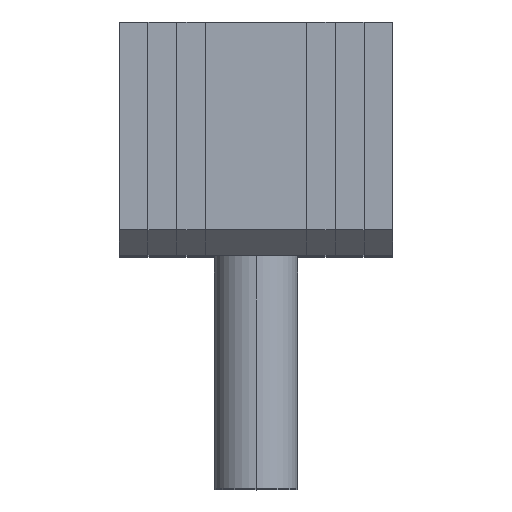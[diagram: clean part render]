
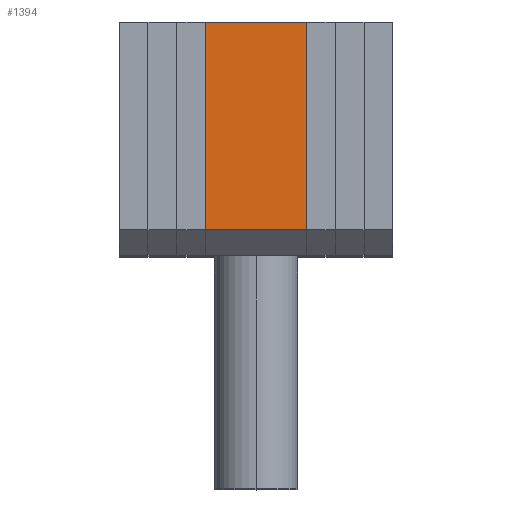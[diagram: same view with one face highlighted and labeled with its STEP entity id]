
A CAD part, top view. The second image highlights one B-rep face of the part: STEP entity #1394.
In plain terms, the highlighted planar face has unit normal (0, 0, 1).
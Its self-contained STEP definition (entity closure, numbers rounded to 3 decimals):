
#5 = CARTESIAN_POINT ( 'NONE',  ( 2.6, -4.2, 30. ) ) ;
#7 = DIRECTION ( 'NONE',  ( 0., -1., 0. ) ) ;
#170 = EDGE_LOOP ( 'NONE', ( #2357, #355, #2061, #3809 ) ) ;
#242 = VECTOR ( 'NONE', #1570, 1000. ) ;
#355 = ORIENTED_EDGE ( 'NONE', *, *, #2661, .F. ) ;
#649 = CARTESIAN_POINT ( 'NONE',  ( 2.6, -4.2, 30. ) ) ;
#823 = VERTEX_POINT ( 'NONE', #979 ) ;
#979 = CARTESIAN_POINT ( 'NONE',  ( -2.6, 6.5, 30. ) ) ;
#1296 = PLANE ( 'NONE',  #3607 ) ;
#1394 = ADVANCED_FACE ( 'NONE', ( #2982 ), #1296, .F. ) ;
#1442 = LINE ( 'NONE', #2739, #2559 ) ;
#1570 = DIRECTION ( 'NONE',  ( -1., 0., 0. ) ) ;
#1635 = DIRECTION ( 'NONE',  ( -1., 0., 0. ) ) ;
#1652 = CARTESIAN_POINT ( 'NONE',  ( 2.6, 0., 30. ) ) ;
#2061 = ORIENTED_EDGE ( 'NONE', *, *, #4198, .F. ) ;
#2147 = DIRECTION ( 'NONE',  ( 0., -1., 0. ) ) ;
#2357 = ORIENTED_EDGE ( 'NONE', *, *, #2899, .T. ) ;
#2371 = CARTESIAN_POINT ( 'NONE',  ( 2.6, 6.5, 30. ) ) ;
#2559 = VECTOR ( 'NONE', #7, 1000. ) ;
#2597 = DIRECTION ( 'NONE',  ( -1., 0., 0. ) ) ;
#2631 = LINE ( 'NONE', #3542, #242 ) ;
#2661 = EDGE_CURVE ( 'NONE', #4112, #3882, #3313, .T. ) ;
#2739 = CARTESIAN_POINT ( 'NONE',  ( 2.6, 0., 30. ) ) ;
#2798 = CARTESIAN_POINT ( 'NONE',  ( -2.6, 0., 30. ) ) ;
#2899 = EDGE_CURVE ( 'NONE', #823, #3882, #3815, .T. ) ;
#2982 = FACE_OUTER_BOUND ( 'NONE', #170, .T. ) ;
#3313 = LINE ( 'NONE', #649, #3474 ) ;
#3326 = CARTESIAN_POINT ( 'NONE',  ( -2.6, -4.2, 30. ) ) ;
#3474 = VECTOR ( 'NONE', #1635, 1000. ) ;
#3542 = CARTESIAN_POINT ( 'NONE',  ( 2.6, 6.5, 30. ) ) ;
#3596 = VECTOR ( 'NONE', #2147, 1000. ) ;
#3607 = AXIS2_PLACEMENT_3D ( 'NONE', #1652, #4342, #2597 ) ;
#3809 = ORIENTED_EDGE ( 'NONE', *, *, #3987, .T. ) ;
#3815 = LINE ( 'NONE', #2798, #3596 ) ;
#3882 = VERTEX_POINT ( 'NONE', #3326 ) ;
#3987 = EDGE_CURVE ( 'NONE', #4094, #823, #2631, .T. ) ;
#4094 = VERTEX_POINT ( 'NONE', #2371 ) ;
#4112 = VERTEX_POINT ( 'NONE', #5 ) ;
#4198 = EDGE_CURVE ( 'NONE', #4094, #4112, #1442, .T. ) ;
#4342 = DIRECTION ( 'NONE',  ( 0., 0., -1. ) ) ;
